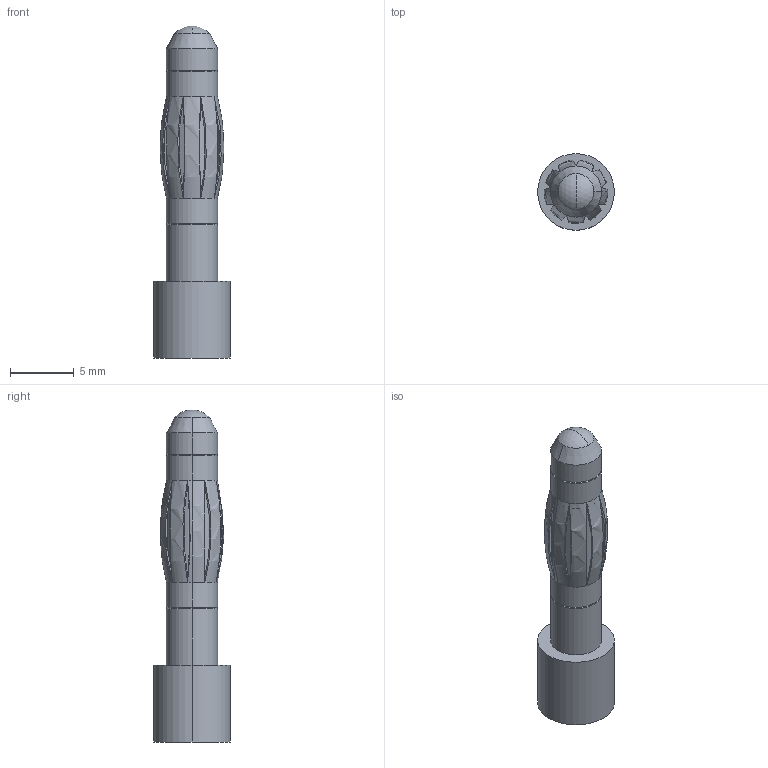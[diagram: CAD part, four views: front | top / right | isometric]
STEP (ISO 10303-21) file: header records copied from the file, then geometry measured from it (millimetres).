
FILE_DESCRIPTION (( 'STEP AP214' ), '1' );
FILE_NAME ('PJP-60560.STEP', '2020-09-24T08:22:03', ( '' ), ( '' ), 'SwSTEP 2.0', 'SolidWorks 2018', '' );
FILE_SCHEMA (( 'AUTOMOTIVE_DESIGN' ));
Length unit declared in the file: millimetre
Products named in the file (1): PJP-60560
Bounding box: 6 x 6 x 26 mm (x, y, z)
Volume: 376.7 mm3; surface area: 637.7 mm2
Topology: 1 solids, 1 shells, 75 faces, 168 edges, 81 vertices
Faces by surface type: plane 23, torus 22, cylinder 14, cone 14, sphere 2
Entity records: 2326 total; most frequent: CARTESIAN_POINT 649, DIRECTION 370, ORIENTED_EDGE 336, EDGE_CURVE 168, AXIS2_PLACEMENT_3D 162, CIRCLE 86, VERTEX_POINT 81, EDGE_LOOP 79
